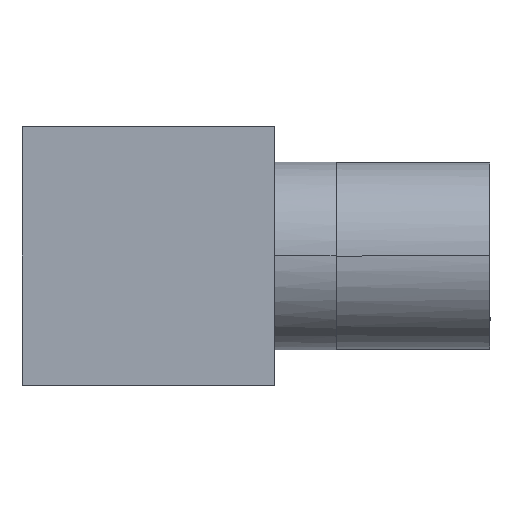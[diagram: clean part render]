
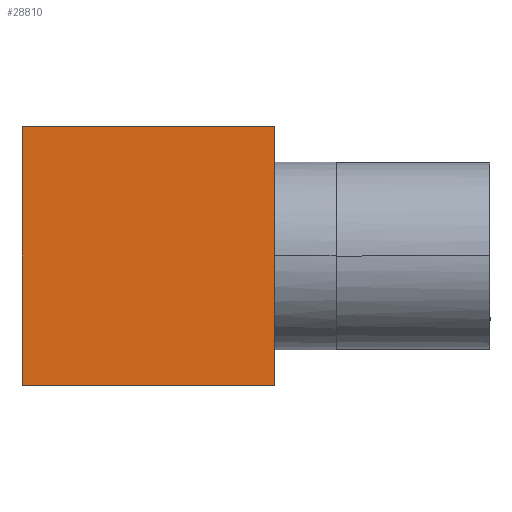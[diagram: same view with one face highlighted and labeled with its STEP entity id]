
A CAD part, front view. The second image highlights one B-rep face of the part: STEP entity #28810.
In plain terms, the highlighted free-form (B-spline) face has degree [1, 1] with [2, 2] control points.
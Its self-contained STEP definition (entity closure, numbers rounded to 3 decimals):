
#28460 = CARTESIAN_POINT ('', (0., -35., 42.));
#28470 = VERTEX_POINT ('', #28460);
#28480 = CARTESIAN_POINT ('', (0., -35., -42.));
#28490 = VERTEX_POINT ('', #28480);
#28500 = CARTESIAN_POINT ('', (0., -35., 42.));
#28510 = CARTESIAN_POINT ('', (0., -35., -42.));
#28520 = B_SPLINE_CURVE_WITH_KNOTS ('', 1, (#28500, #28510), .UNSPECIFIED., .F., .U., (2, 2), (0., 1.), .UNSPECIFIED.);
#28530 = EDGE_CURVE ('', #28470, #28490, #28520, .T.);
#28540 = ORIENTED_EDGE ('', *, *, #28530, .T.);
#28550 = CARTESIAN_POINT ('', (82., -35., -42.));
#28560 = VERTEX_POINT ('', #28550);
#28570 = CARTESIAN_POINT ('', (0., -35., -42.));
#28580 = CARTESIAN_POINT ('', (82., -35., -42.));
#28590 = B_SPLINE_CURVE_WITH_KNOTS ('', 1, (#28570, #28580), .UNSPECIFIED., .F., .U., (2, 2), (0., 1.), .UNSPECIFIED.);
#28600 = EDGE_CURVE ('', #28490, #28560, #28590, .T.);
#28610 = ORIENTED_EDGE ('', *, *, #28600, .T.);
#28620 = CARTESIAN_POINT ('', (82., -35., 42.));
#28630 = VERTEX_POINT ('', #28620);
#28640 = CARTESIAN_POINT ('', (82., -35., -42.));
#28650 = CARTESIAN_POINT ('', (82., -35., 42.));
#28660 = B_SPLINE_CURVE_WITH_KNOTS ('', 1, (#28640, #28650), .UNSPECIFIED., .F., .U., (2, 2), (0., 1.), .UNSPECIFIED.);
#28670 = EDGE_CURVE ('', #28560, #28630, #28660, .T.);
#28680 = ORIENTED_EDGE ('', *, *, #28670, .T.);
#28690 = CARTESIAN_POINT ('', (82., -35., 42.));
#28700 = CARTESIAN_POINT ('', (0., -35., 42.));
#28710 = B_SPLINE_CURVE_WITH_KNOTS ('', 1, (#28690, #28700), .UNSPECIFIED., .F., .U., (2, 2), (0., 1.), .UNSPECIFIED.);
#28720 = EDGE_CURVE ('', #28630, #28470, #28710, .T.);
#28730 = ORIENTED_EDGE ('', *, *, #28720, .T.);
#28740 = EDGE_LOOP ('', (#28540, #28610, #28680, #28730));
#28750 = FACE_OUTER_BOUND ('', #28740, .T.);
#28760 = CARTESIAN_POINT ('', (0., -35., 42.));
#28770 = CARTESIAN_POINT ('', (82., -35., 42.));
#28780 = CARTESIAN_POINT ('', (0., -35., -42.));
#28790 = CARTESIAN_POINT ('', (82., -35., -42.));
#28800 = B_SPLINE_SURFACE_WITH_KNOTS ('', 1, 1, ((#28760, #28770), (#28780, #28790)), .UNSPECIFIED., .F., .F., .U., (2, 2), (2, 2), (0., 1.), (0., 1.), .UNSPECIFIED.);
#28810 = ADVANCED_FACE ('', (#28750), #28800, .T.);
